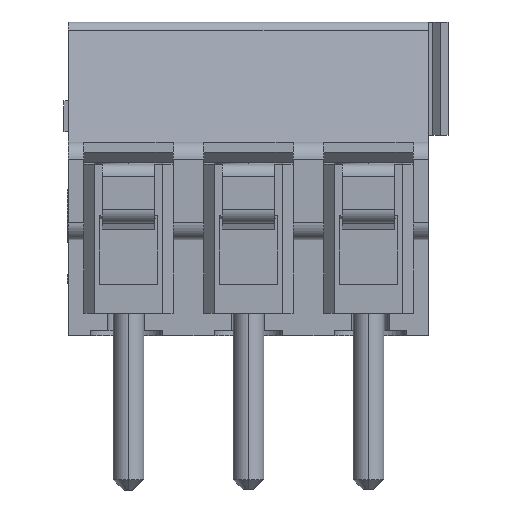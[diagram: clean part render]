
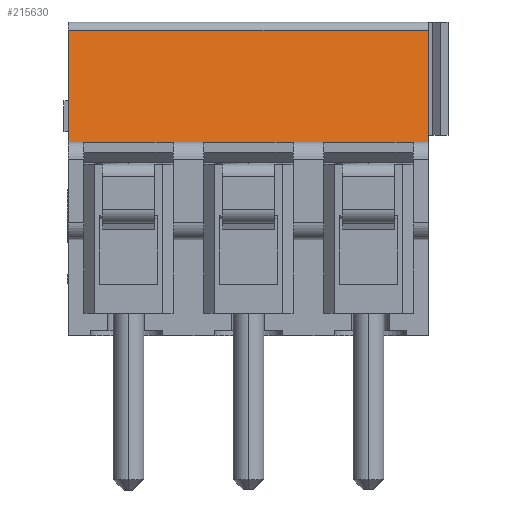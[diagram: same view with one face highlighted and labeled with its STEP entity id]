
A CAD part, front view. The second image highlights one B-rep face of the part: STEP entity #215630.
In plain terms, the highlighted face is planar.
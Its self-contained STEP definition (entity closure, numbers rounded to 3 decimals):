
#68750=CARTESIAN_POINT('',(54.076,47.793,
14.65));
#68760=VERTEX_POINT('',#68750);
#68790=CARTESIAN_POINT('',(54.951,47.793,
9.685));
#68800=DIRECTION('',(-0.174,0.,0.985));
#68810=VECTOR('',#68800,1.);
#68820=LINE('',#68790,#68810);
#68830=CARTESIAN_POINT('',(54.649,47.793,11.398));
#68840=VERTEX_POINT('',#68830);
#68850=EDGE_CURVE('',#68840,#68760,#68820,.T.);
#210040=CARTESIAN_POINT('',(54.649,58.293,11.398
));
#210050=VERTEX_POINT('',#210040);
#210080=CARTESIAN_POINT('',(54.951,58.293,
9.685));
#210090=DIRECTION('',(0.174,0.,-0.985));
#210100=VECTOR('',#210090,1.);
#210110=LINE('',#210080,#210100);
#210120=CARTESIAN_POINT('',(54.076,58.293,
14.65));
#210130=VERTEX_POINT('',#210120);
#210140=EDGE_CURVE('',#210130,#210050,#210110,.T.);
#215280=CARTESIAN_POINT('',(54.649,50.215,11.398
));
#215290=DIRECTION('',(0.,1.,0.));
#215300=VECTOR('',#215290,1.);
#215310=LINE('',#215280,#215300);
#215320=EDGE_CURVE('',#68840,#210050,#215310,.T.);
#215470=CARTESIAN_POINT('',(54.588,53.37,
11.748));
#215480=DIRECTION('',(-0.985,0.,-0.174));
#215490=DIRECTION('',(-0.174,0.,0.985));
#215500=AXIS2_PLACEMENT_3D('',#215470,#215480,#215490);
#215510=PLANE('',#215500);
#215520=ORIENTED_EDGE('',*,*,#210140,.F.);
#215530=ORIENTED_EDGE('',*,*,#215320,.T.);
#215540=ORIENTED_EDGE('',*,*,#68850,.F.);
#215550=CARTESIAN_POINT('',(54.076,50.215,
14.65));
#215560=DIRECTION('',(0.,1.,0.));
#215570=VECTOR('',#215560,1.);
#215580=LINE('',#215550,#215570);
#215590=EDGE_CURVE('',#68760,#210130,#215580,.T.);
#215600=ORIENTED_EDGE('',*,*,#215590,.F.);
#215610=EDGE_LOOP('',(#215600,#215540,#215530,#215520));
#215620=FACE_OUTER_BOUND('',#215610,.T.);
#215630=ADVANCED_FACE('',(#215620),#215510,.F.);
